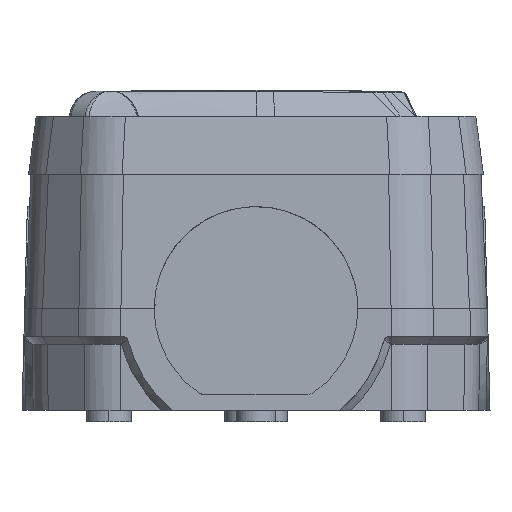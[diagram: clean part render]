
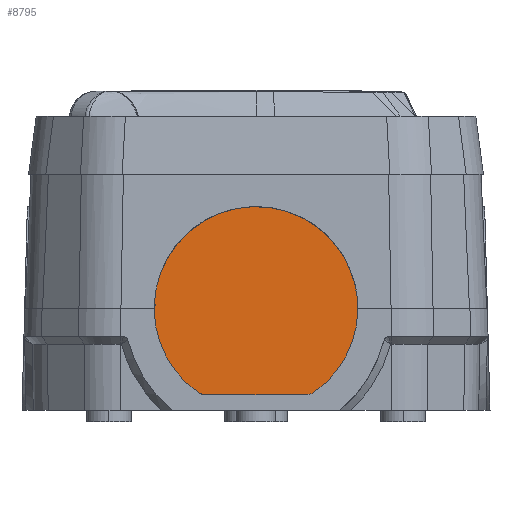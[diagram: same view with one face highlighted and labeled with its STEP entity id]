
A CAD part, left-side view. The second image highlights one B-rep face of the part: STEP entity #8795.
In plain terms, the highlighted planar face has unit normal (-1, 0, 0.026).
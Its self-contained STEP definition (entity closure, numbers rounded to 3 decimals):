
#8771=AXIS2_PLACEMENT_3D('Plane Axis2P3D',#8768,#8769,#8770) ;
#8776=AXIS2_PLACEMENT_3D('Ellipse Axis2P3D',#8773,#8774,#8775) ;
#8784=AXIS2_PLACEMENT_3D('Ellipse Axis2P3D',#8781,#8782,#8783) ;
#8293=CARTESIAN_POINT('Vertex',(-40.869,18.,20.)) ;
#8297=CARTESIAN_POINT('Control Point',(-40.869,18.,20.)) ;
#8298=CARTESIAN_POINT('Control Point',(-40.815,18.,22.051)) ;
#8299=CARTESIAN_POINT('Control Point',(-40.762,17.708,24.102)) ;
#8300=CARTESIAN_POINT('Control Point',(-40.709,17.124,26.098)) ;
#8301=CARTESIAN_POINT('Control Point',(-40.607,15.333,30.02)) ;
#8302=CARTESIAN_POINT('Control Point',(-40.522,12.476,33.26)) ;
#8303=CARTESIAN_POINT('Control Point',(-40.484,10.743,34.7)) ;
#8304=CARTESIAN_POINT('Control Point',(-40.424,6.889,36.999)) ;
#8305=CARTESIAN_POINT('Control Point',(-40.397,2.521,38.032)) ;
#8306=CARTESIAN_POINT('Control Point',(-40.392,0.275,38.205)) ;
#8307=CARTESIAN_POINT('Control Point',(-40.402,-4.199,37.854)) ;
#8308=CARTESIAN_POINT('Control Point',(-40.446,-8.36,36.174)) ;
#8309=CARTESIAN_POINT('Control Point',(-40.476,-10.294,35.017)) ;
#8310=CARTESIAN_POINT('Control Point',(-40.558,-14.045,31.895)) ;
#8311=CARTESIAN_POINT('Control Point',(-40.667,-16.585,27.703)) ;
#8312=CARTESIAN_POINT('Control Point',(-40.733,-17.529,25.211)) ;
#8313=CARTESIAN_POINT('Control Point',(-40.801,-18.,22.605)) ;
#8314=CARTESIAN_POINT('Control Point',(-40.869,-18.,20.)) ;
#8315=CARTESIAN_POINT('Vertex',(-40.869,-18.,20.)) ;
#8360=CARTESIAN_POINT('Control Point',(-40.869,-18.,20.)) ;
#8361=CARTESIAN_POINT('Control Point',(-40.961,-18.,16.508)) ;
#8362=CARTESIAN_POINT('Control Point',(-41.052,-17.154,13.015)) ;
#8363=CARTESIAN_POINT('Control Point',(-41.136,-15.458,9.797)) ;
#8364=CARTESIAN_POINT('Control Point',(-41.206,-13.055,7.124)) ;
#8365=CARTESIAN_POINT('Control Point',(-41.258,-10.172,5.15)) ;
#8366=CARTESIAN_POINT('Vertex',(-41.258,-10.172,5.15)) ;
#8390=CARTESIAN_POINT('Control Point',(-41.267,-9.042,4.8)) ;
#8391=CARTESIAN_POINT('Control Point',(-41.267,-9.341,4.8)) ;
#8392=CARTESIAN_POINT('Control Point',(-41.265,-9.643,4.86)) ;
#8393=CARTESIAN_POINT('Control Point',(-41.262,-9.926,4.981)) ;
#8394=CARTESIAN_POINT('Control Point',(-41.258,-10.172,5.15)) ;
#8395=CARTESIAN_POINT('Vertex',(-41.267,-9.042,4.8)) ;
#8410=CARTESIAN_POINT('Line Origine',(-41.267,0.,4.8)) ;
#8414=CARTESIAN_POINT('Vertex',(-41.267,9.042,4.8)) ;
#8768=CARTESIAN_POINT('Axis2P3D Location',(-41.088,0.,11.657)) ;
#8773=CARTESIAN_POINT('Axis2P3D Location',(-40.869,0.,20.)) ;
#8778=CARTESIAN_POINT('Vertex',(-41.258,10.172,5.15)) ;
#8781=CARTESIAN_POINT('Axis2P3D Location',(-41.215,9.042,6.8)) ;
#8411=DIRECTION('Vector Direction',(0.,1.,0.)) ;
#8769=DIRECTION('Axis2P3D Direction',(-1.,0.,0.026)) ;
#8770=DIRECTION('Axis2P3D XDirection',(0.,1.,0.)) ;
#8774=DIRECTION('Axis2P3D Direction',(-1.,0.,0.026)) ;
#8775=DIRECTION('Axis2P3D XDirection',(-0.026,0.,-1.)) ;
#8782=DIRECTION('Axis2P3D Direction',(-1.,0.,0.026)) ;
#8783=DIRECTION('Axis2P3D XDirection',(-0.026,0.,-1.)) ;
#8412=VECTOR('Line Direction',#8411,1.) ;
#8788=ORIENTED_EDGE('',*,*,#8317,.T.) ;
#8789=ORIENTED_EDGE('',*,*,#8780,.T.) ;
#8790=ORIENTED_EDGE('',*,*,#8786,.T.) ;
#8791=ORIENTED_EDGE('',*,*,#8416,.T.) ;
#8792=ORIENTED_EDGE('',*,*,#8397,.T.) ;
#8793=ORIENTED_EDGE('',*,*,#8368,.T.) ;
#8795=ADVANCED_FACE('Embouts',(#8794),#8772,.T.) ;
#8296=B_SPLINE_CURVE_WITH_KNOTS('',5,(#8297,#8298,#8299,#8300,#8301,#8302,#8303,#8304,#8305,#8306,#8307,#8308,#8309,#8310,#8311,#8312,#8313,#8314),.UNSPECIFIED.,.F.,.U.,(6,3,3,3,3,6),(0.,17.775,36.99,56.194,75.405,97.984),.UNSPECIFIED.) ;
#8359=B_SPLINE_CURVE_WITH_KNOTS('',5,(#8360,#8361,#8362,#8363,#8364,#8365),.UNSPECIFIED.,.F.,.U.,(6,6),(0.,30.264),.UNSPECIFIED.) ;
#8389=B_SPLINE_CURVE_WITH_KNOTS('',4,(#8390,#8391,#8392,#8393,#8394),.UNSPECIFIED.,.F.,.U.,(5,5),(0.,2.071),.UNSPECIFIED.) ;
#8317=EDGE_CURVE('',#8316,#8294,#8296,.F.) ;
#8368=EDGE_CURVE('',#8367,#8316,#8359,.F.) ;
#8397=EDGE_CURVE('',#8396,#8367,#8389,.T.) ;
#8416=EDGE_CURVE('',#8415,#8396,#8413,.F.) ;
#8780=EDGE_CURVE('',#8294,#8779,#8777,.T.) ;
#8786=EDGE_CURVE('',#8779,#8415,#8785,.T.) ;
#8787=EDGE_LOOP('',(#8788,#8789,#8790,#8791,#8792,#8793)) ;
#8777=ELLIPSE('Ellipse',#8776,18.006,18.) ;
#8785=ELLIPSE('Ellipse',#8784,2.001,2.) ;
#8794=FACE_OUTER_BOUND('',#8787,.T.) ;
#8413=LINE('Line',#8410,#8412) ;
#8772=PLANE('',#8771) ;
#8294=VERTEX_POINT('',#8293) ;
#8316=VERTEX_POINT('',#8315) ;
#8367=VERTEX_POINT('',#8366) ;
#8396=VERTEX_POINT('',#8395) ;
#8415=VERTEX_POINT('',#8414) ;
#8779=VERTEX_POINT('',#8778) ;
